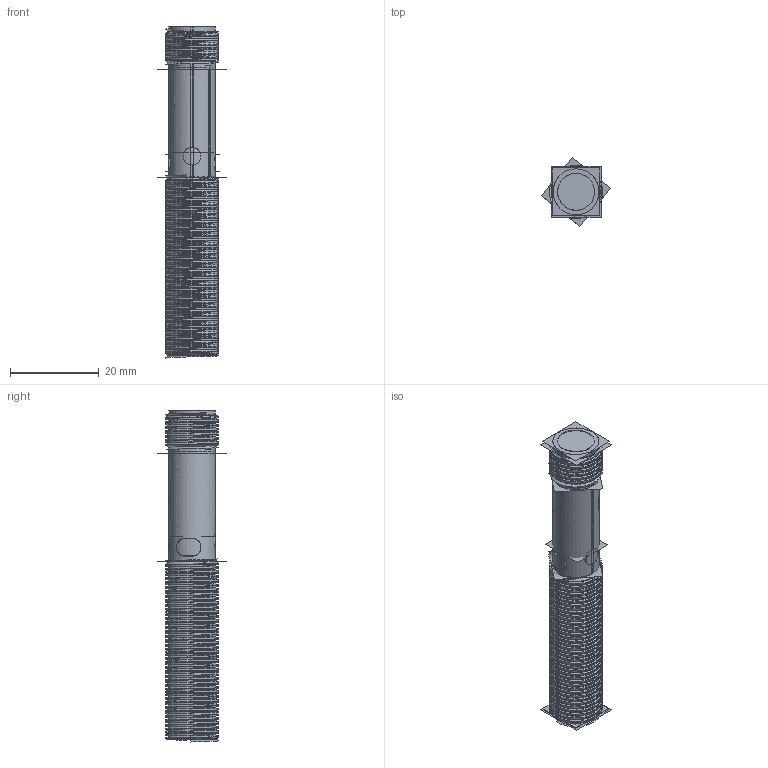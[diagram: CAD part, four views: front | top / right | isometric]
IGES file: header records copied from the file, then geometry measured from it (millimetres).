
Start section:  PTC IGES file: 137702_sm01.igs
Global section: file name: 137702_sm01.igs; native system: Creo Parametric by PTC Inc.; preprocessor: 2019292; author: PDMAdmin; organization: Unknown; date: 20220330.081710; units: millimetre
Bounding box: 15.43 x 15.43 x 74.7 mm (x, y, z)
Volume: 6548.2 mm3; surface area: 26251.4 mm2
Topology: 2 solids, 2 shells, 428 faces, 2306 edges, 2976 vertices
Faces by surface type: revolution 296, bspline 132
